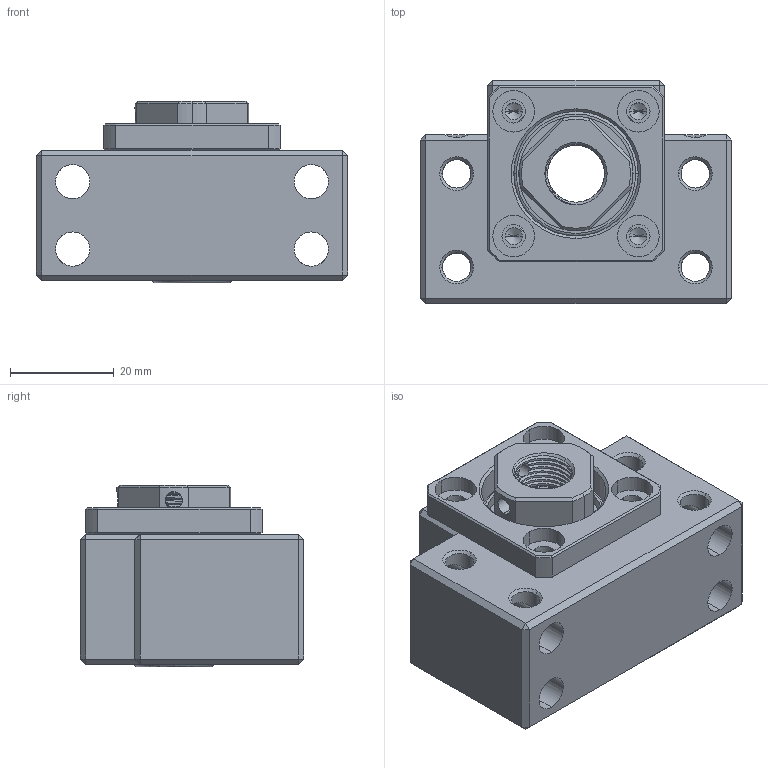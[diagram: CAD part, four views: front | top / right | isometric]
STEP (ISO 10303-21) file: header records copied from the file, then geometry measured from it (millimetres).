
FILE_DESCRIPTION (( 'STEP AP214' ), '1' );
FILE_NAME ('BK12.STEP', '2025-11-07T08:35:55', ( '' ), ( '' ), 'SwSTEP 2.0', 'SolidWorks 2024', '' );
FILE_SCHEMA (( 'AUTOMOTIVE_DESIGN' ));
Length unit declared in the file: millimetre
Products named in the file (1): BK12
Bounding box: 60 x 43 x 35 mm (x, y, z)
Volume: 48220.4 mm3; surface area: 28675.7 mm2
Topology: 35 solids, 35 shells, 804 faces, 2053 edges, 1279 vertices
Faces by surface type: plane 267, cylinder 151, bspline 123, torus 117, cone 76, sphere 70
Entity records: 35169 total; most frequent: CARTESIAN_POINT 16934, ORIENTED_EDGE 3810, DIRECTION 3462, EDGE_CURVE 1905, AXIS2_PLACEMENT_3D 1293, VERTEX_POINT 1191, EDGE_LOOP 890, LINE 876
